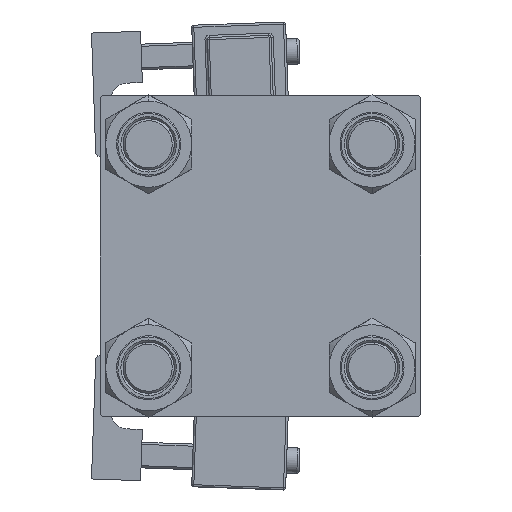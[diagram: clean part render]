
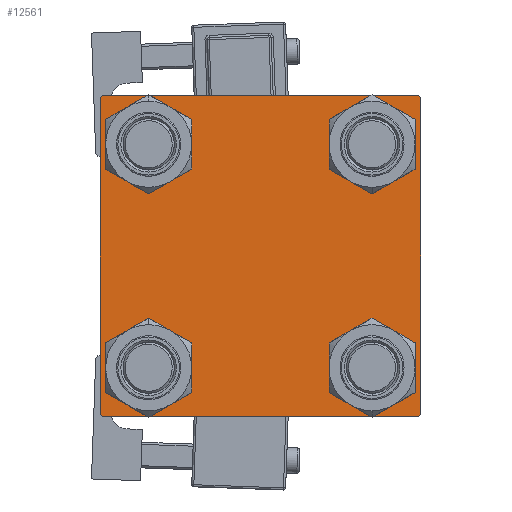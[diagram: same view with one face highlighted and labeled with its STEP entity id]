
A CAD part, left-side view. The second image highlights one B-rep face of the part: STEP entity #12561.
In plain terms, the highlighted planar face has unit normal (-1, 0, 0).
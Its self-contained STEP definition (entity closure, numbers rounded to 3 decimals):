
#38 = DIRECTION ( 'NONE',  ( 0., 0.707, 0.707 ) ) ;
#116 = VERTEX_POINT ( 'NONE', #15130 ) ;
#196 = FACE_BOUND ( 'NONE', #39243, .T. ) ;
#200 = EDGE_CURVE ( 'NONE', #5495, #33110, #36726, .T. ) ;
#1487 = DIRECTION ( 'NONE',  ( 0., -0.707, -0.707 ) ) ;
#1663 = ORIENTED_EDGE ( 'NONE', *, *, #19614, .F. ) ;
#1820 = DIRECTION ( 'NONE',  ( 0., 0., -1. ) ) ;
#2151 = DIRECTION ( 'NONE',  ( 0., 0., 1. ) ) ;
#3371 = LINE ( 'NONE', #28576, #17498 ) ;
#3495 = FACE_OUTER_BOUND ( 'NONE', #21263, .T. ) ;
#3609 = LINE ( 'NONE', #20326, #47018 ) ;
#3761 = DIRECTION ( 'NONE',  ( -1., 0., 0. ) ) ;
#5243 = EDGE_CURVE ( 'NONE', #48526, #47493, #45652, .T. ) ;
#5495 = VERTEX_POINT ( 'NONE', #13998 ) ;
#5533 = CARTESIAN_POINT ( 'NONE',  ( 0., 37., 37.5 ) ) ;
#5782 = VERTEX_POINT ( 'NONE', #49310 ) ;
#5878 = CARTESIAN_POINT ( 'NONE',  ( 0., -26.15, -26.15 ) ) ;
#5947 = LINE ( 'NONE', #13904, #22244 ) ;
#6277 = ORIENTED_EDGE ( 'NONE', *, *, #18250, .T. ) ;
#6519 = EDGE_LOOP ( 'NONE', ( #27642, #35956 ) ) ;
#6707 = DIRECTION ( 'NONE',  ( 0., -0.707, 0.707 ) ) ;
#6724 = CARTESIAN_POINT ( 'NONE',  ( 0., 37.5, 37.5 ) ) ;
#6781 = CIRCLE ( 'NONE', #49661, 6.5 ) ;
#7209 = DIRECTION ( 'NONE',  ( 1., 0., 0. ) ) ;
#7598 = CARTESIAN_POINT ( 'NONE',  ( 0., 0., 0. ) ) ;
#7729 = DIRECTION ( 'NONE',  ( 0., 0., 1. ) ) ;
#8139 = FACE_BOUND ( 'NONE', #6519, .T. ) ;
#8255 = CIRCLE ( 'NONE', #33650, 6.5 ) ;
#9338 = EDGE_CURVE ( 'NONE', #33110, #5495, #53585, .T. ) ;
#9413 = DIRECTION ( 'NONE',  ( 0., 0.707, -0.707 ) ) ;
#9431 = EDGE_LOOP ( 'NONE', ( #16520, #52789 ) ) ;
#9529 = VECTOR ( 'NONE', #6707, 1000. ) ;
#10318 = VERTEX_POINT ( 'NONE', #20304 ) ;
#11833 = DIRECTION ( 'NONE',  ( 1., 0., 0. ) ) ;
#12100 = AXIS2_PLACEMENT_3D ( 'NONE', #44885, #23798, #2151 ) ;
#12183 = AXIS2_PLACEMENT_3D ( 'NONE', #33988, #29331, #29885 ) ;
#12561 = ADVANCED_FACE ( 'NONE', ( #28693, #196, #8139, #41317, #3495 ), #20220, .T. ) ;
#12782 = ORIENTED_EDGE ( 'NONE', *, *, #22630, .T. ) ;
#13097 = AXIS2_PLACEMENT_3D ( 'NONE', #21407, #11833, #46058 ) ;
#13442 = AXIS2_PLACEMENT_3D ( 'NONE', #7598, #3761, #20479 ) ;
#13464 = EDGE_CURVE ( 'NONE', #34336, #116, #5947, .T. ) ;
#13502 = VECTOR ( 'NONE', #1487, 1000. ) ;
#13853 = DIRECTION ( 'NONE',  ( 1., 0., 0. ) ) ;
#13863 = VERTEX_POINT ( 'NONE', #16802 ) ;
#13904 = CARTESIAN_POINT ( 'NONE',  ( 0., -37.5, 37.5 ) ) ;
#13998 = CARTESIAN_POINT ( 'NONE',  ( 0., 26.15, 19.65 ) ) ;
#14276 = VECTOR ( 'NONE', #45911, 1000. ) ;
#14367 = DIRECTION ( 'NONE',  ( 0., 0., 1. ) ) ;
#14649 = ORIENTED_EDGE ( 'NONE', *, *, #49026, .T. ) ;
#14683 = LINE ( 'NONE', #6724, #15214 ) ;
#14716 = CIRCLE ( 'NONE', #12100, 6.5 ) ;
#15130 = CARTESIAN_POINT ( 'NONE',  ( 0., -37.5, -37. ) ) ;
#15214 = VECTOR ( 'NONE', #1820, 1000. ) ;
#15352 = VERTEX_POINT ( 'NONE', #21606 ) ;
#15966 = CARTESIAN_POINT ( 'NONE',  ( 0., 26.15, -26.15 ) ) ;
#16520 = ORIENTED_EDGE ( 'NONE', *, *, #9338, .T. ) ;
#16802 = CARTESIAN_POINT ( 'NONE',  ( 0., -37., 37.5 ) ) ;
#17489 = CIRCLE ( 'NONE', #44648, 6.5 ) ;
#17498 = VECTOR ( 'NONE', #45025, 1000. ) ;
#17587 = EDGE_CURVE ( 'NONE', #19107, #35171, #8255, .T. ) ;
#17969 = VERTEX_POINT ( 'NONE', #39012 ) ;
#18108 = ORIENTED_EDGE ( 'NONE', *, *, #13464, .F. ) ;
#18250 = EDGE_CURVE ( 'NONE', #34336, #13863, #3609, .T. ) ;
#18745 = CARTESIAN_POINT ( 'NONE',  ( 0., -37.5, 37. ) ) ;
#19107 = VERTEX_POINT ( 'NONE', #39734 ) ;
#19285 = CARTESIAN_POINT ( 'NONE',  ( 0., -26.15, 32.65 ) ) ;
#19402 = ORIENTED_EDGE ( 'NONE', *, *, #5243, .T. ) ;
#19614 = EDGE_CURVE ( 'NONE', #48526, #13863, #38257, .T. ) ;
#20220 = PLANE ( 'NONE',  #13442 ) ;
#20304 = CARTESIAN_POINT ( 'NONE',  ( 0., -26.15, -32.65 ) ) ;
#20326 = CARTESIAN_POINT ( 'NONE',  ( 0., -37.25, 37.25 ) ) ;
#20479 = DIRECTION ( 'NONE',  ( 0., 0., 1. ) ) ;
#20749 = ORIENTED_EDGE ( 'NONE', *, *, #50194, .T. ) ;
#21263 = EDGE_LOOP ( 'NONE', ( #36306, #12782, #45598, #20749, #18108, #6277, #1663, #19402 ) ) ;
#21407 = CARTESIAN_POINT ( 'NONE',  ( 0., 26.15, 26.15 ) ) ;
#21606 = CARTESIAN_POINT ( 'NONE',  ( 0., -26.15, -19.65 ) ) ;
#22244 = VECTOR ( 'NONE', #35279, 1000. ) ;
#22326 = CARTESIAN_POINT ( 'NONE',  ( 0., 37.25, -37.25 ) ) ;
#22365 = ORIENTED_EDGE ( 'NONE', *, *, #41028, .T. ) ;
#22366 = EDGE_CURVE ( 'NONE', #47493, #27382, #14683, .T. ) ;
#22630 = EDGE_CURVE ( 'NONE', #27382, #5782, #51363, .T. ) ;
#23510 = VERTEX_POINT ( 'NONE', #19285 ) ;
#23798 = DIRECTION ( 'NONE',  ( 1., 0., 0. ) ) ;
#25397 = VECTOR ( 'NONE', #9413, 1000. ) ;
#27237 = DIRECTION ( 'NONE',  ( 1., 0., 0. ) ) ;
#27382 = VERTEX_POINT ( 'NONE', #45824 ) ;
#27642 = ORIENTED_EDGE ( 'NONE', *, *, #53642, .T. ) ;
#27753 = DIRECTION ( 'NONE',  ( 0., 0., 1. ) ) ;
#27799 = CARTESIAN_POINT ( 'NONE',  ( 0., 26.15, 32.65 ) ) ;
#28361 = CARTESIAN_POINT ( 'NONE',  ( 0., -37.25, -37.25 ) ) ;
#28576 = CARTESIAN_POINT ( 'NONE',  ( 0., 37.5, -37.5 ) ) ;
#28693 = FACE_BOUND ( 'NONE', #47633, .T. ) ;
#29331 = DIRECTION ( 'NONE',  ( 1., 0., 0. ) ) ;
#29885 = DIRECTION ( 'NONE',  ( 0., 0., 1. ) ) ;
#31196 = CARTESIAN_POINT ( 'NONE',  ( 0., -26.15, 19.65 ) ) ;
#32694 = CARTESIAN_POINT ( 'NONE',  ( 0., 26.15, 26.15 ) ) ;
#33110 = VERTEX_POINT ( 'NONE', #27799 ) ;
#33313 = DIRECTION ( 'NONE',  ( 0., 0., 1. ) ) ;
#33650 = AXIS2_PLACEMENT_3D ( 'NONE', #51668, #13853, #43443 ) ;
#33988 = CARTESIAN_POINT ( 'NONE',  ( 0., -26.15, -26.15 ) ) ;
#34137 = CARTESIAN_POINT ( 'NONE',  ( 0., 37.5, 37.5 ) ) ;
#34314 = EDGE_CURVE ( 'NONE', #10318, #15352, #6781, .T. ) ;
#34336 = VERTEX_POINT ( 'NONE', #18745 ) ;
#34474 = CARTESIAN_POINT ( 'NONE',  ( 0., 26.15, -19.65 ) ) ;
#35171 = VERTEX_POINT ( 'NONE', #34474 ) ;
#35279 = DIRECTION ( 'NONE',  ( 0., 0., -1. ) ) ;
#35956 = ORIENTED_EDGE ( 'NONE', *, *, #17587, .T. ) ;
#36306 = ORIENTED_EDGE ( 'NONE', *, *, #22366, .T. ) ;
#36592 = LINE ( 'NONE', #28361, #9529 ) ;
#36726 = CIRCLE ( 'NONE', #13097, 6.5 ) ;
#36954 = AXIS2_PLACEMENT_3D ( 'NONE', #32694, #7209, #27753 ) ;
#37341 = DIRECTION ( 'NONE',  ( 1., 0., 0. ) ) ;
#38257 = LINE ( 'NONE', #34137, #14276 ) ;
#38749 = CARTESIAN_POINT ( 'NONE',  ( 0., 37.25, 37.25 ) ) ;
#39012 = CARTESIAN_POINT ( 'NONE',  ( 0., -37., -37.5 ) ) ;
#39243 = EDGE_LOOP ( 'NONE', ( #22365, #43140 ) ) ;
#39734 = CARTESIAN_POINT ( 'NONE',  ( 0., 26.15, -32.65 ) ) ;
#40301 = EDGE_CURVE ( 'NONE', #23510, #54143, #51548, .T. ) ;
#41028 = EDGE_CURVE ( 'NONE', #15352, #10318, #41109, .T. ) ;
#41109 = CIRCLE ( 'NONE', #12183, 6.5 ) ;
#41317 = FACE_BOUND ( 'NONE', #9431, .T. ) ;
#41531 = DIRECTION ( 'NONE',  ( 1., 0., 0. ) ) ;
#41800 = CARTESIAN_POINT ( 'NONE',  ( 0., -26.15, 26.15 ) ) ;
#42680 = EDGE_CURVE ( 'NONE', #5782, #17969, #3371, .T. ) ;
#42863 = CARTESIAN_POINT ( 'NONE',  ( 0., 37.5, 37. ) ) ;
#43009 = ORIENTED_EDGE ( 'NONE', *, *, #40301, .T. ) ;
#43140 = ORIENTED_EDGE ( 'NONE', *, *, #34314, .T. ) ;
#43443 = DIRECTION ( 'NONE',  ( 0., 0., 1. ) ) ;
#44536 = AXIS2_PLACEMENT_3D ( 'NONE', #41800, #41531, #33313 ) ;
#44648 = AXIS2_PLACEMENT_3D ( 'NONE', #15966, #37341, #7729 ) ;
#44885 = CARTESIAN_POINT ( 'NONE',  ( 0., -26.15, 26.15 ) ) ;
#45025 = DIRECTION ( 'NONE',  ( 0., -1., 0. ) ) ;
#45598 = ORIENTED_EDGE ( 'NONE', *, *, #42680, .T. ) ;
#45652 = LINE ( 'NONE', #38749, #25397 ) ;
#45824 = CARTESIAN_POINT ( 'NONE',  ( 0., 37.5, -37. ) ) ;
#45911 = DIRECTION ( 'NONE',  ( 0., -1., 0. ) ) ;
#46058 = DIRECTION ( 'NONE',  ( 0., 0., 1. ) ) ;
#47018 = VECTOR ( 'NONE', #38, 1000. ) ;
#47493 = VERTEX_POINT ( 'NONE', #42863 ) ;
#47633 = EDGE_LOOP ( 'NONE', ( #43009, #14649 ) ) ;
#48526 = VERTEX_POINT ( 'NONE', #5533 ) ;
#49026 = EDGE_CURVE ( 'NONE', #54143, #23510, #14716, .T. ) ;
#49310 = CARTESIAN_POINT ( 'NONE',  ( 0., 37., -37.5 ) ) ;
#49661 = AXIS2_PLACEMENT_3D ( 'NONE', #5878, #27237, #14367 ) ;
#50194 = EDGE_CURVE ( 'NONE', #17969, #116, #36592, .T. ) ;
#51363 = LINE ( 'NONE', #22326, #13502 ) ;
#51548 = CIRCLE ( 'NONE', #44536, 6.5 ) ;
#51668 = CARTESIAN_POINT ( 'NONE',  ( 0., 26.15, -26.15 ) ) ;
#52789 = ORIENTED_EDGE ( 'NONE', *, *, #200, .T. ) ;
#53585 = CIRCLE ( 'NONE', #36954, 6.5 ) ;
#53642 = EDGE_CURVE ( 'NONE', #35171, #19107, #17489, .T. ) ;
#54143 = VERTEX_POINT ( 'NONE', #31196 ) ;
